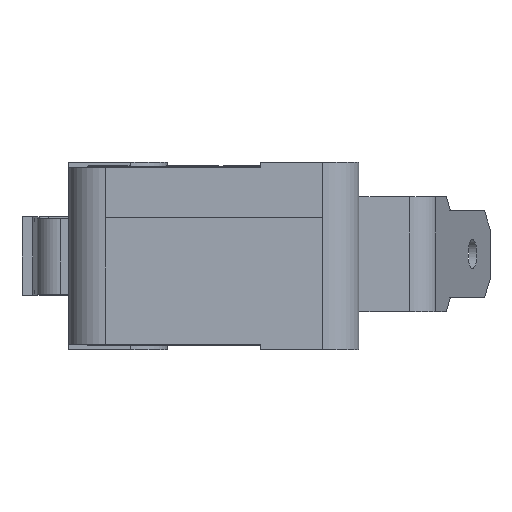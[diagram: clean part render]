
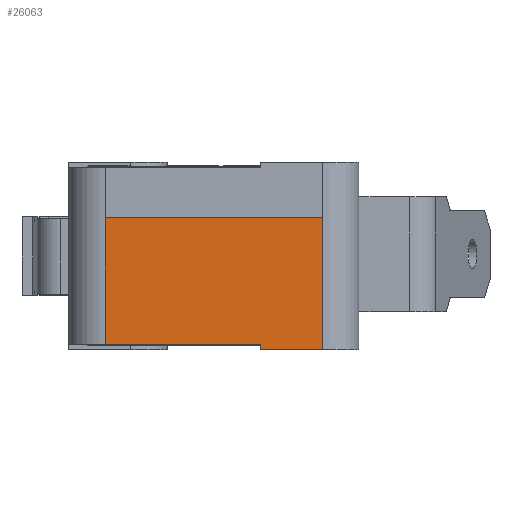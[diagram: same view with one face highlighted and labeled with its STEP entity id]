
A CAD part, left-side view. The second image highlights one B-rep face of the part: STEP entity #26063.
In plain terms, the highlighted planar face has unit normal (-1, 0, 0).
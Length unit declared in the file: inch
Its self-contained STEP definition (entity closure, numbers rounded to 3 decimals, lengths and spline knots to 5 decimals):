
#16447=CARTESIAN_POINT('',(-1.1378,0.25295,0.28543));
#16448=VERTEX_POINT('',#16447);
#16473=CARTESIAN_POINT('',(-1.1378,0.25295,0.01181));
#16474=VERTEX_POINT('',#16473);
#16482=CARTESIAN_POINT('',(-1.1378,0.25295,0.01181));
#16483=DIRECTION('',(0.0,0.0,1.0));
#16484=VECTOR('',#16483,0.27362);
#16485=LINE('',#16482,#16484);
#16486=EDGE_CURVE('',#16474,#16448,#16485,.T.);
#16518=CARTESIAN_POINT('',(-1.1378,-0.21555,0.28543));
#16519=VERTEX_POINT('',#16518);
#16520=CARTESIAN_POINT('',(-1.1378,-0.21555,0.28543));
#16521=DIRECTION('',(0.0,1.0,0.0));
#16522=VECTOR('',#16521,0.4685);
#16523=LINE('',#16520,#16522);
#16524=EDGE_CURVE('',#16519,#16448,#16523,.T.);
#16581=CARTESIAN_POINT('',(-1.1378,-0.21555,0.0));
#16582=VERTEX_POINT('',#16581);
#16583=CARTESIAN_POINT('',(-1.1378,-0.21555,0.0));
#16584=DIRECTION('',(0.0,0.0,1.0));
#16585=VECTOR('',#16584,0.28543);
#16586=LINE('',#16583,#16585);
#16587=EDGE_CURVE('',#16582,#16519,#16586,.T.);
#25691=CARTESIAN_POINT('',(-1.1378,-0.08169,0.01181));
#25692=VERTEX_POINT('',#25691);
#25700=CARTESIAN_POINT('',(-1.1378,-0.08169,0.0));
#25701=VERTEX_POINT('',#25700);
#25708=CARTESIAN_POINT('',(-1.1378,-0.08169,0.01181));
#25709=DIRECTION('',(0.0,0.0,-1.0));
#25710=VECTOR('',#25709,0.01181);
#25711=LINE('',#25708,#25710);
#25712=EDGE_CURVE('',#25692,#25701,#25711,.T.);
#25748=CARTESIAN_POINT('',(-1.1378,0.25295,0.01181));
#25749=DIRECTION('',(0.0,-1.0,0.0));
#25750=VECTOR('',#25749,0.33465);
#25751=LINE('',#25748,#25750);
#25752=EDGE_CURVE('',#16474,#25692,#25751,.T.);
#25799=CARTESIAN_POINT('',(-1.1378,-0.21555,0.0));
#25800=DIRECTION('',(0.0,1.0,0.0));
#25801=VECTOR('',#25800,0.13386);
#25802=LINE('',#25799,#25801);
#25803=EDGE_CURVE('',#16582,#25701,#25802,.T.);
#26050=CARTESIAN_POINT('',(-1.1378,-0.23898,-0.01427));
#26051=DIRECTION('',(-1.0,0.0,0.0));
#26052=DIRECTION('',(0.0,0.0,1.0));
#26053=AXIS2_PLACEMENT_3D('',#26050,#26051,#26052);
#26054=PLANE('',#26053);
#26055=ORIENTED_EDGE('',*,*,#16524,.T.);
#26056=ORIENTED_EDGE('',*,*,#16486,.F.);
#26057=ORIENTED_EDGE('',*,*,#25752,.T.);
#26058=ORIENTED_EDGE('',*,*,#25712,.T.);
#26059=ORIENTED_EDGE('',*,*,#25803,.F.);
#26060=ORIENTED_EDGE('',*,*,#16587,.T.);
#26061=EDGE_LOOP('',(#26055,#26056,#26057,#26058,#26059,#26060));
#26062=FACE_OUTER_BOUND('',#26061,.T.);
#26063=ADVANCED_FACE('',(#26062),#26054,.T.);
